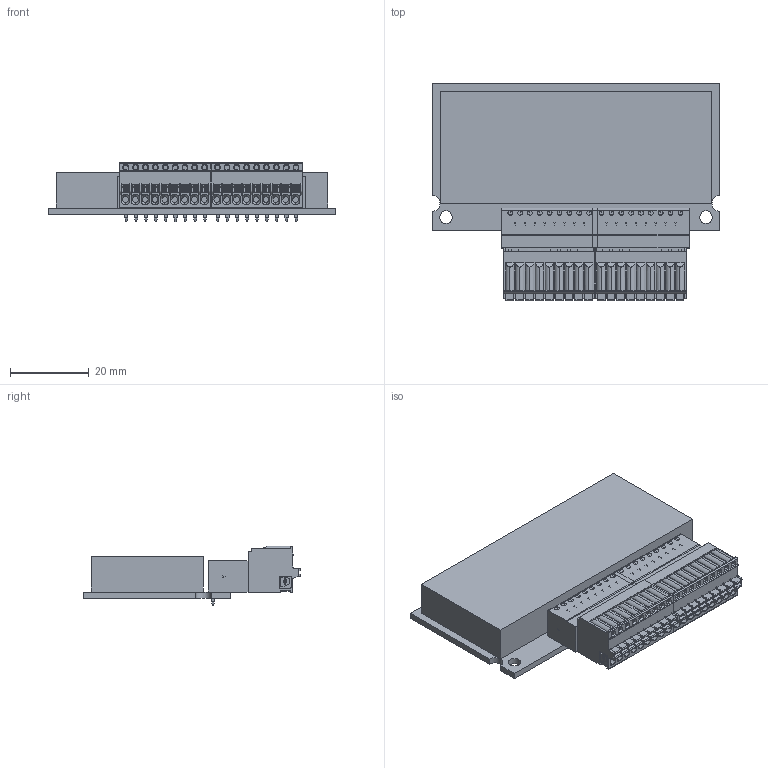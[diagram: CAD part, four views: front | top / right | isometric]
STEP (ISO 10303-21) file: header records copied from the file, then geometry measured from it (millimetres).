
FILE_DESCRIPTION(/* description */ ('Alibre Inc.'),/* implementation_level */ '2;1');
FILE_NAME(/* name */ 'export0',/* time_stamp */ '2016-06-23T16:53:59+02:00',/* author */ (''),/* organization */ (''),/* preprocessor_version */ 'ST-DEVELOPER v14',/* originating_system */ 'Alibre',/* authorisation */ '');
FILE_SCHEMA (('AUTOMOTIVE_DESIGN'));
Length unit declared in the file: centimetre
Bounding box: 73 x 55.23 x 15.15 mm (x, y, z)
Volume: 31356.5 mm3; surface area: 20364.1 mm2
Topology: 6 solids, 6 shells, 2534 faces, 6532 edges, 4224 vertices
Faces by surface type: plane 1730, cylinder 732, cone 72
Full cylindrical faces by diameter (mm): 1.016 x36, 3.2 x2
Entity records: 39169 total; most frequent: CARTESIAN_POINT 8518, ORIENTED_EDGE 6606, DIRECTION 5162, EDGE_CURVE 3303, VECTOR 2445, LINE 2445, VERTEX_POINT 2162, AXIS2_PLACEMENT_3D 1787
